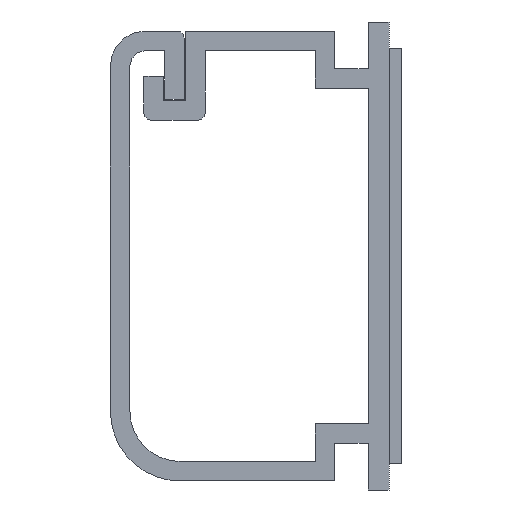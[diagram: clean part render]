
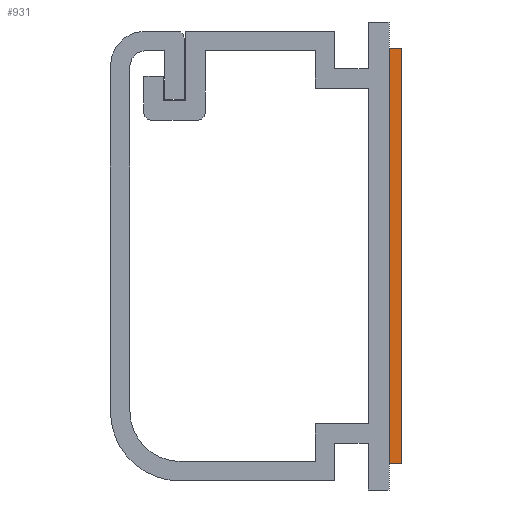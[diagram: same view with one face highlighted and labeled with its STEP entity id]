
A CAD part, left-side view. The second image highlights one B-rep face of the part: STEP entity #931.
In plain terms, the highlighted planar face has unit normal (-1, 0, 0).
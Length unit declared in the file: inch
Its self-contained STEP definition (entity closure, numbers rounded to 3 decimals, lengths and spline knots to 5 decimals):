
#15 = LINE ( 'NONE', #620, #633 ) ;
#69 = EDGE_LOOP ( 'NONE', ( #295, #198, #1017, #324 ) ) ;
#84 = VERTEX_POINT ( 'NONE', #939 ) ;
#143 = DIRECTION ( 'NONE',  ( 0., 0., -1. ) ) ;
#155 = DIRECTION ( 'NONE',  ( 0., 0., -1. ) ) ;
#198 = ORIENTED_EDGE ( 'NONE', *, *, #642, .F. ) ;
#208 = DIRECTION ( 'NONE',  ( 0., -1., 0. ) ) ;
#295 = ORIENTED_EDGE ( 'NONE', *, *, #705, .T. ) ;
#319 = CARTESIAN_POINT ( 'NONE',  ( -39.37008, -0.05906, 0. ) ) ;
#324 = ORIENTED_EDGE ( 'NONE', *, *, #1061, .F. ) ;
#342 = CARTESIAN_POINT ( 'NONE',  ( -39.37008, 0., 0.58661 ) ) ;
#404 = EDGE_CURVE ( 'NONE', #461, #886, #15, .T. ) ;
#461 = VERTEX_POINT ( 'NONE', #514 ) ;
#502 = FACE_OUTER_BOUND ( 'NONE', #69, .T. ) ;
#514 = CARTESIAN_POINT ( 'NONE',  ( -39.37008, -0.09449, 0.58661 ) ) ;
#541 = LINE ( 'NONE', #1254, #1006 ) ;
#563 = LINE ( 'NONE', #319, #925 ) ;
#620 = CARTESIAN_POINT ( 'NONE',  ( -39.37008, -0.09449, 0. ) ) ;
#633 = VECTOR ( 'NONE', #143, 39.37008 ) ;
#642 = EDGE_CURVE ( 'NONE', #886, #84, #541, .T. ) ;
#687 = LINE ( 'NONE', #342, #1209 ) ;
#705 = EDGE_CURVE ( 'NONE', #1280, #84, #563, .T. ) ;
#822 = CARTESIAN_POINT ( 'NONE',  ( -39.37008, -0.09449, -0.58661 ) ) ;
#886 = VERTEX_POINT ( 'NONE', #822 ) ;
#925 = VECTOR ( 'NONE', #1512, 39.37008 ) ;
#931 = ADVANCED_FACE ( 'NONE', ( #502 ), #1389, .F. ) ;
#939 = CARTESIAN_POINT ( 'NONE',  ( -39.37008, -0.05906, -0.58661 ) ) ;
#1006 = VECTOR ( 'NONE', #1019, 39.37008 ) ;
#1017 = ORIENTED_EDGE ( 'NONE', *, *, #404, .F. ) ;
#1019 = DIRECTION ( 'NONE',  ( 0., 1., 0. ) ) ;
#1061 = EDGE_CURVE ( 'NONE', #1280, #461, #687, .T. ) ;
#1145 = DIRECTION ( 'NONE',  ( 1., 0., 0. ) ) ;
#1209 = VECTOR ( 'NONE', #208, 39.37008 ) ;
#1243 = CARTESIAN_POINT ( 'NONE',  ( -39.37008, 0., 0. ) ) ;
#1254 = CARTESIAN_POINT ( 'NONE',  ( -39.37008, 0., -0.58661 ) ) ;
#1280 = VERTEX_POINT ( 'NONE', #1421 ) ;
#1389 = PLANE ( 'NONE',  #1503 ) ;
#1421 = CARTESIAN_POINT ( 'NONE',  ( -39.37008, -0.05906, 0.58661 ) ) ;
#1503 = AXIS2_PLACEMENT_3D ( 'NONE', #1243, #1145, #155 ) ;
#1512 = DIRECTION ( 'NONE',  ( 0., 0., -1. ) ) ;
